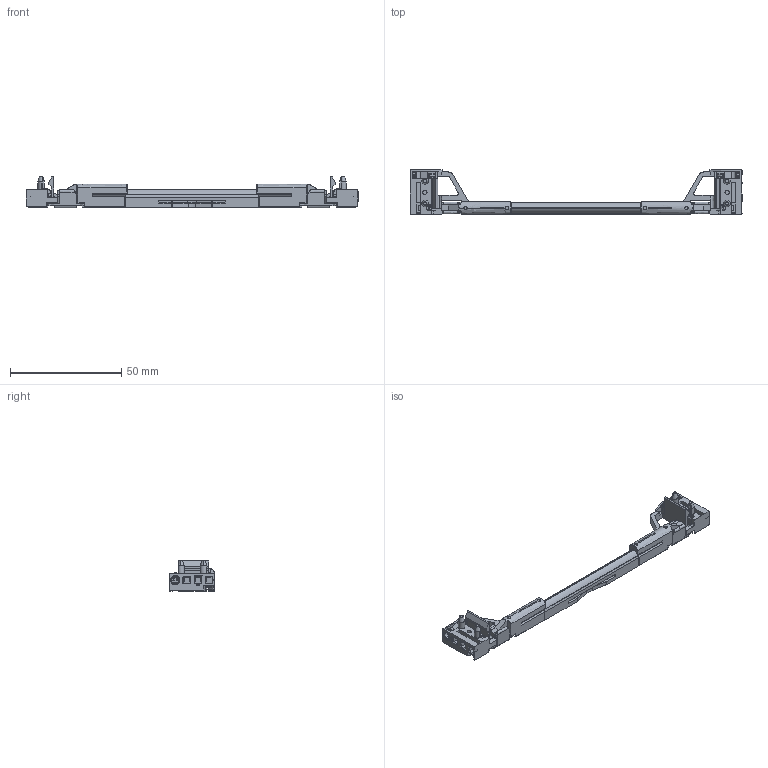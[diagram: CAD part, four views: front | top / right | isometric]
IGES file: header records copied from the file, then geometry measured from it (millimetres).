
Start section: SolidWorks IGES file using analytic representation for surfaces
Global section: file name: CPCI-R160-ESDXX.IGS; native system: SolidWorks 2014; preprocessor: SolidWorks 2014; author: awright; date: 140801.081350; units: inch
Bounding box: 149.3 x 20 x 14.06 mm (x, y, z)
Surface area: 9974.6 mm2 (no closed solid volume)
Topology: 0 solids, 0 shells, 787 faces, 6956 edges, 6954 vertices
Faces by surface type: bspline 604, revolution 183
